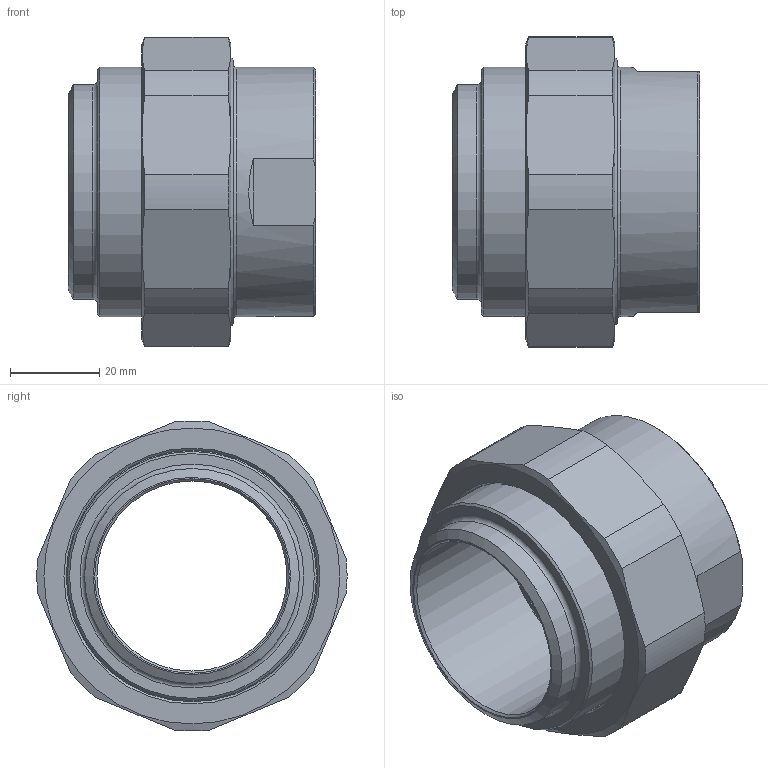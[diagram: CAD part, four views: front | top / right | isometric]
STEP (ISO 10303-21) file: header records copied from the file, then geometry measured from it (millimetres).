
FILE_DESCRIPTION(/* description */ (''),/* implementation_level */ '2;1');
FILE_NAME(/* name */ '3D_R134-SE-G-48.3-DN40_17101835.stp',/* time_stamp */ '2021-06-25T14:50:48+02:00',/* author */ ('cad'),/* organization */ (''),/* preprocessor_version */ 'ST-DEVELOPER v18.1',/* originating_system */ 'Autodesk Inventor 2022',/* authorisation */ '');
FILE_SCHEMA (('AUTOMOTIVE_DESIGN { 1 0 10303 214 3 1 1 }'));
Length unit declared in the file: millimetre
Products named in the file (4): 3D_R134-SE-G-48.3-DN40_17101835; 3D_R134-M-DN40_171011630; 3D_R134-G-DN40_171011330; 3D_R134-SE-48.3-48.3_171011230
Assembly tree (3 placements, depth 2):
  3D_R134-SE-G-48.3-DN40_17101835
    3D_R134-M-DN40_171011630
    3D_R134-G-DN40_171011330
    3D_R134-SE-48.3-48.3_171011230
Bounding box: 55.5 x 69.68 x 69.65 mm (x, y, z)
Volume: 71557 mm3; surface area: 32900.1 mm2
Topology: 3 solids, 3 shells, 69 faces, 164 edges, 108 vertices
Faces by surface type: plane 25, cylinder 18, cone 18, torus 8
Full cylindrical faces by diameter (mm): 42.7 x1, 44.845 x1, 45.2 x1, 48.3 x1, 56 x2, 56.5 x1, 60 x1, 60.376 x1, 61.85 x1
Entity records: 2175 total; most frequent: DIRECTION 390, CARTESIAN_POINT 388, ORIENTED_EDGE 328, AXIS2_PLACEMENT_3D 170, EDGE_CURVE 164, VERTEX_POINT 108, CIRCLE 92, EDGE_LOOP 82
